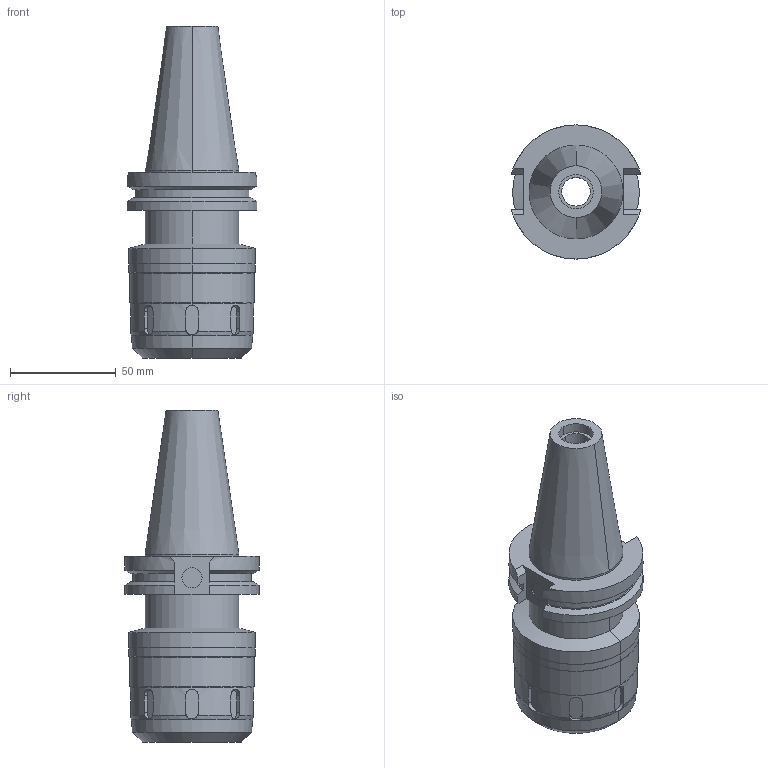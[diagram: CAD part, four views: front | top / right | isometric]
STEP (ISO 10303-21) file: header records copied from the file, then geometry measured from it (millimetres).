
FILE_DESCRIPTION((''),'2;1');
FILE_NAME('BCV40-HMC1_000S-3_5','2018-04-16T',('ykawabe'),(''),'CREO PARAMETRIC BY PTC INC, 2016380','CREO PARAMETRIC BY PTC INC, 2016380','');
FILE_SCHEMA(('AUTOMOTIVE_DESIGN { 1 0 10303 214 1 1 1 1 }'));
Length unit declared in the file: millimetre
Products named in the file (1): BCV40-HMC1_000S-3_5
Bounding box: 61.35 x 63.5 x 157.15 mm (x, y, z)
Volume: 226348.2 mm3; surface area: 41078.6 mm2
Topology: 1 solids, 1 shells, 114 faces, 330 edges, 226 vertices
Faces by surface type: plane 48, cylinder 48, cone 18
Entity records: 5165 total; most frequent: CARTESIAN_POINT 983, ORIENTED_EDGE 660, DIRECTION 642, PRESENTATION_STYLE_ASSIGNMENT 335, STYLED_ITEM 335, CURVE_STYLE 334, EDGE_CURVE 330, AXIS2_PLACEMENT_3D 247
